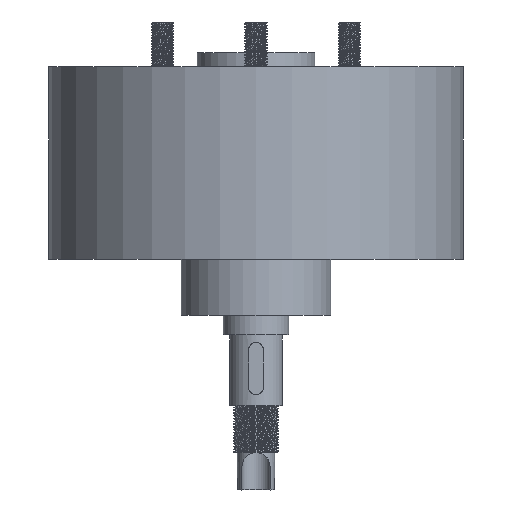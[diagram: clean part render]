
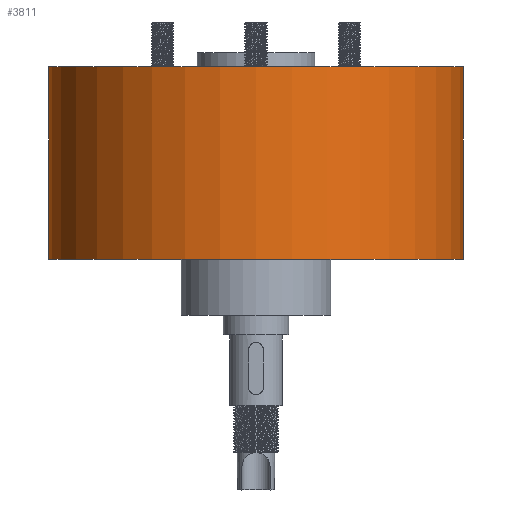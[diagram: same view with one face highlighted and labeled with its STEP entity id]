
A CAD part, front view. The second image highlights one B-rep face of the part: STEP entity #3811.
In plain terms, the highlighted cylindrical face has radius 111 mm (diameter 222 mm), a full revolution.
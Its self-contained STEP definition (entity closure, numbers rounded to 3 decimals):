
#253=FACE_OUTER_BOUND('',#468,.T.);
#468=EDGE_LOOP('',(#3379,#3380,#3381,#3382));
#511=CIRCLE('',#4053,111.);
#512=CIRCLE('',#4055,111.);
#1070=LINE('',#25745,#1255);
#1255=VECTOR('',#4696,111.);
#1646=VERTEX_POINT('',#25740);
#1647=VERTEX_POINT('',#25743);
#2231=EDGE_CURVE('',#1646,#1646,#511,.T.);
#2232=EDGE_CURVE('',#1647,#1647,#512,.T.);
#2233=EDGE_CURVE('',#1647,#1646,#1070,.T.);
#3379=ORIENTED_EDGE('',*,*,#2232,.F.);
#3380=ORIENTED_EDGE('',*,*,#2233,.T.);
#3381=ORIENTED_EDGE('',*,*,#2231,.T.);
#3382=ORIENTED_EDGE('',*,*,#2233,.F.);
#3607=CYLINDRICAL_SURFACE('',#4054,111.);
#3811=ADVANCED_FACE('',(#253),#3607,.T.);
#4053=AXIS2_PLACEMENT_3D('',#25741,#4690,#4691);
#4054=AXIS2_PLACEMENT_3D('',#25742,#4692,#4693);
#4055=AXIS2_PLACEMENT_3D('',#25744,#4694,#4695);
#4690=DIRECTION('center_axis',(0.,0.,-1.));
#4691=DIRECTION('ref_axis',(1.,0.,0.));
#4692=DIRECTION('center_axis',(0.,0.,-1.));
#4693=DIRECTION('ref_axis',(0.,1.,0.));
#4694=DIRECTION('center_axis',(0.,0.,-1.));
#4695=DIRECTION('ref_axis',(1.,0.,0.));
#4696=DIRECTION('',(0.,0.,1.));
#25740=CARTESIAN_POINT('',(0.,-111.,0.));
#25741=CARTESIAN_POINT('Origin',(0.,0.,0.));
#25742=CARTESIAN_POINT('Origin',(0.,0.,-51.5));
#25743=CARTESIAN_POINT('',(0.,-111.,-103.));
#25744=CARTESIAN_POINT('Origin',(0.,0.,-103.));
#25745=CARTESIAN_POINT('',(0.,-111.,-51.5));
